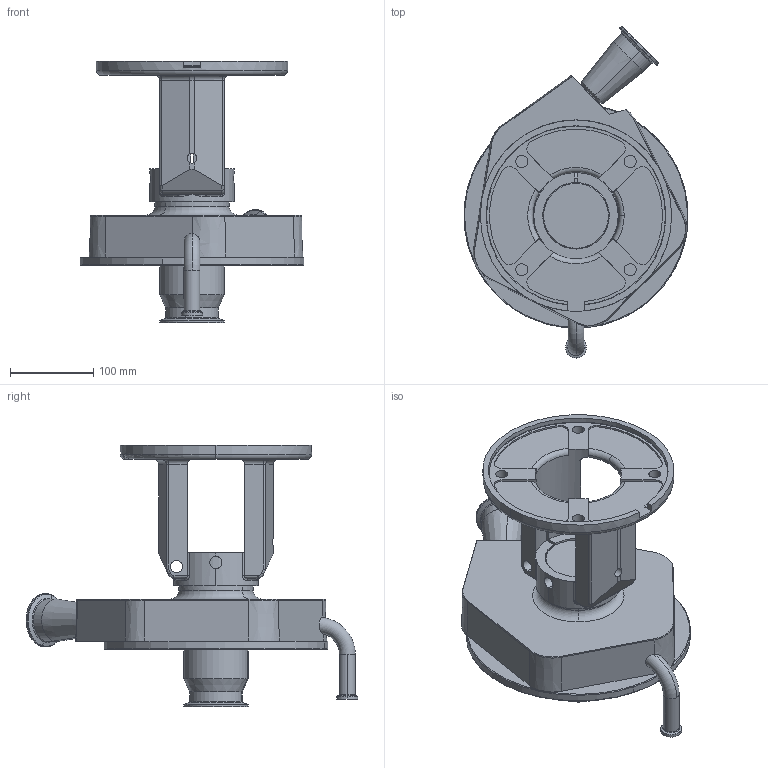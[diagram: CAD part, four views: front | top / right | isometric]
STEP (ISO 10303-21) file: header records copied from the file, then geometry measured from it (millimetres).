
FILE_DESCRIPTION (( 'STEP AP214' ), '1' );
FILE_NAME ('FPR 1741-1742 180-250TC 45L 3-4 IN ELBOW FRONT DRAIN.STEP', '2023-01-11T20:18:47', ( '' ), ( '' ), 'SwSTEP 2.0', 'SolidWorks 2021', '' );
FILE_SCHEMA (( 'AUTOMOTIVE_DESIGN' ));
Length unit declared in the file: millimetre
Products named in the file (1): FPR 1741-1742 180-250TC 45L 3-4 IN ELBOW FRONT DRAIN
Bounding box: 269.09 x 399.02 x 314.5 mm (x, y, z)
Volume: 2925213.2 mm3; surface area: 539389 mm2
Topology: 1 solids, 6 shells, 428 faces, 1050 edges, 624 vertices
Faces by surface type: cylinder 158, torus 94, plane 88, cone 76, bspline 9, sphere 3
Entity records: 14638 total; most frequent: CARTESIAN_POINT 4433, DIRECTION 2303, ORIENTED_EDGE 2068, EDGE_CURVE 1034, AXIS2_PLACEMENT_3D 964, VERTEX_POINT 624, CIRCLE 544, EDGE_LOOP 464
